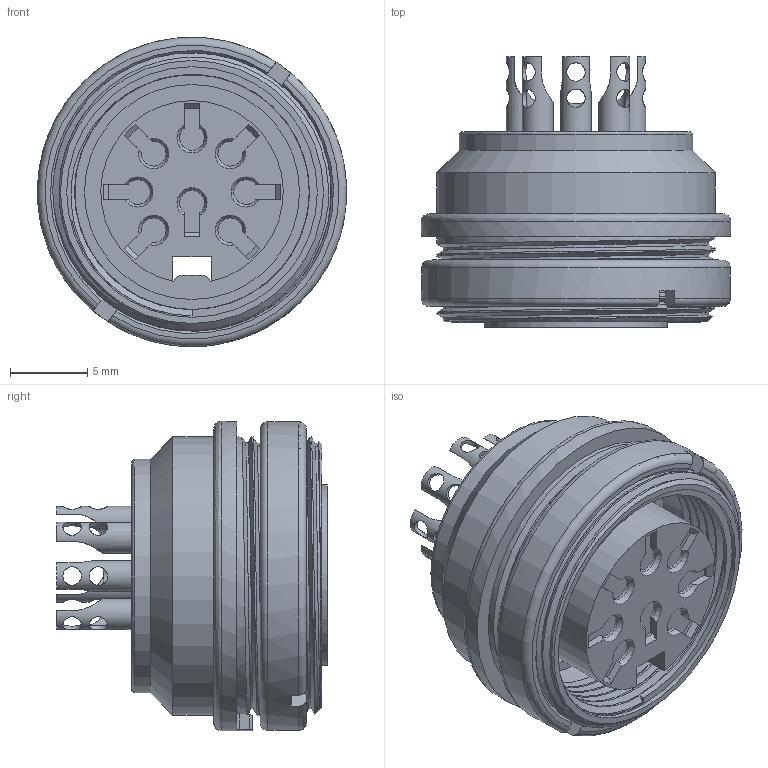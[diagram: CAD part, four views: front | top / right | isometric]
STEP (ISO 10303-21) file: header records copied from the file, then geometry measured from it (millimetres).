
FILE_DESCRIPTION(/* description */ (''),/* implementation_level */ '2;1');
FILE_NAME(/* name */ 't 3507 100 unxc001-01.stp',/* time_stamp */ '2019-07-08T17:45:57+02:00',/* author */ (''),/* organization */ (''),/* preprocessor_version */ 'ST-DEVELOPER v16.7',/* originating_system */ 'SIEMENS PLM Software NX 12.0',/* authorisation */ '');
FILE_SCHEMA (('AUTOMOTIVE_DESIGN { 1 0 10303 214 3 1 1 1 }'));
Length unit declared in the file: millimetre
Products named in the file (1): t 3507 100 unxc001-01
Bounding box: 20 x 17.5 x 20 mm (x, y, z)
Volume: 2465.4 mm3; surface area: 3280.5 mm2
Topology: 1 solids, 1 shells, 386 faces, 1122 edges, 747 vertices
Faces by surface type: plane 215, cylinder 137, bspline 17, cone 14, torus 3
Full cylindrical faces by diameter (mm): 0.12 x1, 0.24 x2, 1 x8, 1.2 x16, 1.5 x8, 2 x8, 13.1 x1, 13.9 x1, 15.1 x1, 15.2 x5, 16.2 x1, 18 x1, 18.3 x1, 20 x2
Entity records: 18199 total; most frequent: CARTESIAN_POINT 6662, ORIENTED_EDGE 2022, DIRECTION 1736, EDGE_CURVE 1011, VERTEX_POINT 718, AXIS2_PLACEMENT_3D 594, LINE 548, VECTOR 548
